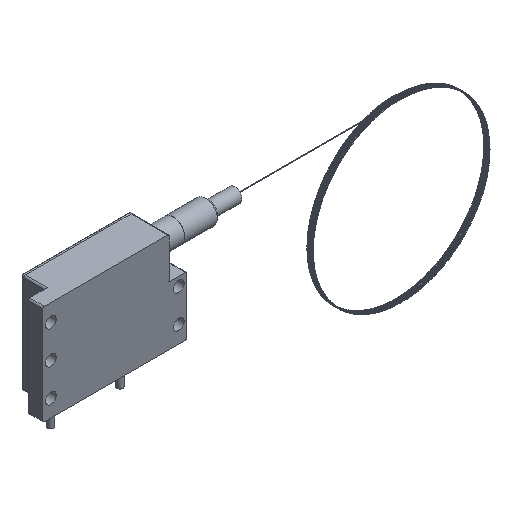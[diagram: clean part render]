
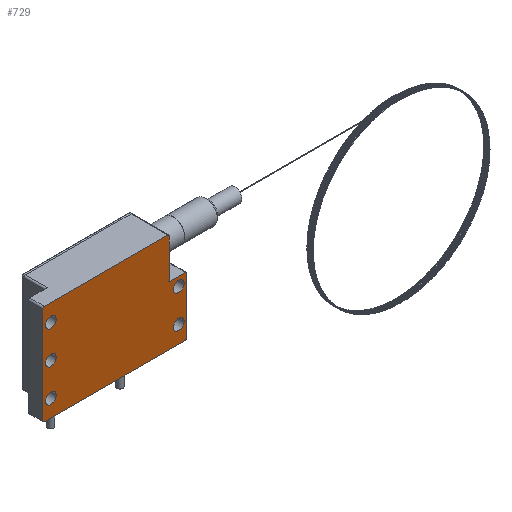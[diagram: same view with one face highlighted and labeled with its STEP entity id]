
A CAD part, isometric view. The second image highlights one B-rep face of the part: STEP entity #729.
In plain terms, the highlighted planar face has unit normal (0, -1, 0).
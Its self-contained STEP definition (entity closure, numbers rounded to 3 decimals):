
#37 = EDGE_CURVE ( 'NONE', #123, #579, #2298, .T. ) ;
#78 = AXIS2_PLACEMENT_3D ( 'NONE', #2793, #804, #2328 ) ;
#92 = CARTESIAN_POINT ( 'NONE',  ( -108.592, 68.622, 2.5 ) ) ;
#93 = FACE_BOUND ( 'NONE', #2596, .T. ) ;
#123 = VERTEX_POINT ( 'NONE', #92 ) ;
#141 = CARTESIAN_POINT ( 'NONE',  ( -111.342, 68.622, -11.2 ) ) ;
#161 = CARTESIAN_POINT ( 'NONE',  ( -109.092, 68.622, 2.5 ) ) ;
#168 = VERTEX_POINT ( 'NONE', #744 ) ;
#171 = ORIENTED_EDGE ( 'NONE', *, *, #1546, .T. ) ;
#188 = VERTEX_POINT ( 'NONE', #1962 ) ;
#197 = CARTESIAN_POINT ( 'NONE',  ( -114.592, 68.622, 3. ) ) ;
#266 = VECTOR ( 'NONE', #448, 1000. ) ;
#316 = DIRECTION ( 'NONE',  ( 0., 0., 1. ) ) ;
#329 = CARTESIAN_POINT ( 'NONE',  ( -115.092, 68.622, 16.5 ) ) ;
#339 = VECTOR ( 'NONE', #430, 1000. ) ;
#340 = EDGE_CURVE ( 'NONE', #471, #471, #979, .T. ) ;
#373 = LINE ( 'NONE', #2594, #2294 ) ;
#405 = EDGE_LOOP ( 'NONE', ( #1155, #419, #2184, #171, #2133, #2484, #499, #2261, #2600, #1537, #1990 ) ) ;
#419 = ORIENTED_EDGE ( 'NONE', *, *, #2452, .T. ) ;
#425 = EDGE_CURVE ( 'NONE', #2585, #1555, #1910, .T. ) ;
#430 = DIRECTION ( 'NONE',  ( -1., 0., 0. ) ) ;
#433 = DIRECTION ( 'NONE',  ( 0., 0., 1. ) ) ;
#448 = DIRECTION ( 'NONE',  ( 0., 0., 1. ) ) ;
#466 = EDGE_CURVE ( 'NONE', #667, #667, #1045, .T. ) ;
#469 = VECTOR ( 'NONE', #509, 1000. ) ;
#471 = VERTEX_POINT ( 'NONE', #2445 ) ;
#493 = DIRECTION ( 'NONE',  ( 0., 1., 0. ) ) ;
#499 = ORIENTED_EDGE ( 'NONE', *, *, #2685, .F. ) ;
#509 = DIRECTION ( 'NONE',  ( 1., 0., 0. ) ) ;
#579 = VERTEX_POINT ( 'NONE', #2422 ) ;
#601 = DIRECTION ( 'NONE',  ( 0., 0., 1. ) ) ;
#604 = DIRECTION ( 'NONE',  ( 0., 0., 1. ) ) ;
#631 = ORIENTED_EDGE ( 'NONE', *, *, #2372, .T. ) ;
#667 = VERTEX_POINT ( 'NONE', #702 ) ;
#698 = EDGE_CURVE ( 'NONE', #579, #2163, #2727, .T. ) ;
#702 = CARTESIAN_POINT ( 'NONE',  ( -154.842, 68.622, 1.8 ) ) ;
#723 = PLANE ( 'NONE',  #1738 ) ;
#729 = ADVANCED_FACE ( 'NONE', ( #1407, #93, #1622, #1418, #957, #1819 ), #723, .F. ) ;
#744 = CARTESIAN_POINT ( 'NONE',  ( -157.592, 68.622, -16.5 ) ) ;
#769 = DIRECTION ( 'NONE',  ( 0., 1., 0. ) ) ;
#804 = DIRECTION ( 'NONE',  ( 0., -1., 0. ) ) ;
#822 = CARTESIAN_POINT ( 'NONE',  ( -154.842, 68.622, 11.2 ) ) ;
#823 = DIRECTION ( 'NONE',  ( 0., 0., 1. ) ) ;
#833 = CARTESIAN_POINT ( 'NONE',  ( -108.592, 68.622, -16.5 ) ) ;
#835 = DIRECTION ( 'NONE',  ( 0., 0., 1. ) ) ;
#840 = CIRCLE ( 'NONE', #1716, 1.8 ) ;
#854 = VERTEX_POINT ( 'NONE', #2315 ) ;
#859 = CARTESIAN_POINT ( 'NONE',  ( -154.842, 68.622, 13. ) ) ;
#913 = EDGE_CURVE ( 'NONE', #168, #2485, #373, .T. ) ;
#916 = EDGE_LOOP ( 'NONE', ( #1011 ) ) ;
#930 = CARTESIAN_POINT ( 'NONE',  ( -115.092, 68.622, 17. ) ) ;
#957 = FACE_BOUND ( 'NONE', #2787, .T. ) ;
#979 = CIRCLE ( 'NONE', #1852, 1.8 ) ;
#1007 = EDGE_CURVE ( 'NONE', #1359, #1359, #2273, .T. ) ;
#1011 = ORIENTED_EDGE ( 'NONE', *, *, #2063, .T. ) ;
#1045 = CIRCLE ( 'NONE', #2653, 1.8 ) ;
#1046 = DIRECTION ( 'NONE',  ( 0., 1., 0. ) ) ;
#1050 = CARTESIAN_POINT ( 'NONE',  ( -157.092, 68.622, -16.5 ) ) ;
#1077 = AXIS2_PLACEMENT_3D ( 'NONE', #822, #1893, #604 ) ;
#1095 = VERTEX_POINT ( 'NONE', #2884 ) ;
#1130 = VERTEX_POINT ( 'NONE', #1528 ) ;
#1155 = ORIENTED_EDGE ( 'NONE', *, *, #2113, .T. ) ;
#1178 = AXIS2_PLACEMENT_3D ( 'NONE', #1674, #2776, #2562 ) ;
#1323 = CARTESIAN_POINT ( 'NONE',  ( -154.842, 68.622, -11.2 ) ) ;
#1344 = AXIS2_PLACEMENT_3D ( 'NONE', #1323, #2456, #433 ) ;
#1355 = LINE ( 'NONE', #197, #266 ) ;
#1359 = VERTEX_POINT ( 'NONE', #859 ) ;
#1407 = FACE_BOUND ( 'NONE', #916, .T. ) ;
#1418 = FACE_BOUND ( 'NONE', #1761, .T. ) ;
#1490 = CIRCLE ( 'NONE', #2830, 0.5 ) ;
#1528 = CARTESIAN_POINT ( 'NONE',  ( -154.842, 68.622, -9.4 ) ) ;
#1537 = ORIENTED_EDGE ( 'NONE', *, *, #37, .T. ) ;
#1538 = CARTESIAN_POINT ( 'NONE',  ( -114.592, 68.622, 3. ) ) ;
#1546 = EDGE_CURVE ( 'NONE', #854, #2485, #2169, .T. ) ;
#1552 = VERTEX_POINT ( 'NONE', #1701 ) ;
#1555 = VERTEX_POINT ( 'NONE', #833 ) ;
#1569 = AXIS2_PLACEMENT_3D ( 'NONE', #161, #2822, #835 ) ;
#1622 = FACE_BOUND ( 'NONE', #2826, .T. ) ;
#1638 = EDGE_CURVE ( 'NONE', #168, #1552, #2218, .T. ) ;
#1674 = CARTESIAN_POINT ( 'NONE',  ( -109.092, 68.622, -16.5 ) ) ;
#1679 = DIRECTION ( 'NONE',  ( 0., -1., 0. ) ) ;
#1683 = LINE ( 'NONE', #1880, #2502 ) ;
#1701 = CARTESIAN_POINT ( 'NONE',  ( -157.092, 68.622, -17. ) ) ;
#1716 = AXIS2_PLACEMENT_3D ( 'NONE', #2512, #1849, #316 ) ;
#1722 = LINE ( 'NONE', #1772, #339 ) ;
#1738 = AXIS2_PLACEMENT_3D ( 'NONE', #2055, #493, #2258 ) ;
#1761 = EDGE_LOOP ( 'NONE', ( #2583 ) ) ;
#1772 = CARTESIAN_POINT ( 'NONE',  ( -108.592, 68.622, -17. ) ) ;
#1794 = AXIS2_PLACEMENT_3D ( 'NONE', #1050, #2591, #601 ) ;
#1806 = CARTESIAN_POINT ( 'NONE',  ( -108.592, 68.622, 17. ) ) ;
#1819 = FACE_OUTER_BOUND ( 'NONE', #405, .T. ) ;
#1849 = DIRECTION ( 'NONE',  ( 0., 1., 0. ) ) ;
#1852 = AXIS2_PLACEMENT_3D ( 'NONE', #141, #1046, #2558 ) ;
#1880 = CARTESIAN_POINT ( 'NONE',  ( -108.592, 68.622, 17. ) ) ;
#1883 = CARTESIAN_POINT ( 'NONE',  ( -154.842, 68.622, 0. ) ) ;
#1893 = DIRECTION ( 'NONE',  ( 0., 1., 0. ) ) ;
#1910 = CIRCLE ( 'NONE', #1178, 0.5 ) ;
#1930 = EDGE_CURVE ( 'NONE', #123, #1555, #1683, .T. ) ;
#1962 = CARTESIAN_POINT ( 'NONE',  ( -111.342, 68.622, 1.8 ) ) ;
#1990 = ORIENTED_EDGE ( 'NONE', *, *, #698, .T. ) ;
#2055 = CARTESIAN_POINT ( 'NONE',  ( -133.092, 68.622, 0. ) ) ;
#2063 = EDGE_CURVE ( 'NONE', #1130, #1130, #2592, .T. ) ;
#2092 = DIRECTION ( 'NONE',  ( 0., 0., 1. ) ) ;
#2113 = EDGE_CURVE ( 'NONE', #2163, #1095, #1355, .T. ) ;
#2131 = DIRECTION ( 'NONE',  ( 0., 0., 1. ) ) ;
#2133 = ORIENTED_EDGE ( 'NONE', *, *, #913, .F. ) ;
#2163 = VERTEX_POINT ( 'NONE', #1538 ) ;
#2169 = CIRCLE ( 'NONE', #78, 0.5 ) ;
#2184 = ORIENTED_EDGE ( 'NONE', *, *, #2367, .F. ) ;
#2218 = CIRCLE ( 'NONE', #1794, 0.5 ) ;
#2250 = ORIENTED_EDGE ( 'NONE', *, *, #1007, .T. ) ;
#2258 = DIRECTION ( 'NONE',  ( 0., 0., 1. ) ) ;
#2261 = ORIENTED_EDGE ( 'NONE', *, *, #425, .T. ) ;
#2273 = CIRCLE ( 'NONE', #1077, 1.8 ) ;
#2294 = VECTOR ( 'NONE', #2131, 1000. ) ;
#2298 = CIRCLE ( 'NONE', #1569, 0.5 ) ;
#2315 = CARTESIAN_POINT ( 'NONE',  ( -157.092, 68.622, 17. ) ) ;
#2328 = DIRECTION ( 'NONE',  ( 0., 0., 1. ) ) ;
#2367 = EDGE_CURVE ( 'NONE', #854, #2411, #2728, .T. ) ;
#2372 = EDGE_CURVE ( 'NONE', #188, #188, #840, .T. ) ;
#2411 = VERTEX_POINT ( 'NONE', #930 ) ;
#2422 = CARTESIAN_POINT ( 'NONE',  ( -109.092, 68.622, 3. ) ) ;
#2425 = ORIENTED_EDGE ( 'NONE', *, *, #466, .T. ) ;
#2445 = CARTESIAN_POINT ( 'NONE',  ( -111.342, 68.622, -9.4 ) ) ;
#2452 = EDGE_CURVE ( 'NONE', #1095, #2411, #1490, .T. ) ;
#2456 = DIRECTION ( 'NONE',  ( 0., 1., 0. ) ) ;
#2482 = CARTESIAN_POINT ( 'NONE',  ( -133.092, 68.622, 3. ) ) ;
#2484 = ORIENTED_EDGE ( 'NONE', *, *, #1638, .T. ) ;
#2485 = VERTEX_POINT ( 'NONE', #2782 ) ;
#2502 = VECTOR ( 'NONE', #2571, 1000. ) ;
#2512 = CARTESIAN_POINT ( 'NONE',  ( -111.342, 68.622, 0. ) ) ;
#2558 = DIRECTION ( 'NONE',  ( 0., 0., 1. ) ) ;
#2562 = DIRECTION ( 'NONE',  ( 0., 0., 1. ) ) ;
#2571 = DIRECTION ( 'NONE',  ( 0., 0., -1. ) ) ;
#2583 = ORIENTED_EDGE ( 'NONE', *, *, #340, .T. ) ;
#2585 = VERTEX_POINT ( 'NONE', #2797 ) ;
#2591 = DIRECTION ( 'NONE',  ( 0., -1., 0. ) ) ;
#2592 = CIRCLE ( 'NONE', #1344, 1.8 ) ;
#2594 = CARTESIAN_POINT ( 'NONE',  ( -157.592, 68.622, 17. ) ) ;
#2596 = EDGE_LOOP ( 'NONE', ( #2425 ) ) ;
#2600 = ORIENTED_EDGE ( 'NONE', *, *, #1930, .F. ) ;
#2653 = AXIS2_PLACEMENT_3D ( 'NONE', #1883, #769, #2092 ) ;
#2673 = VECTOR ( 'NONE', #2739, 1000. ) ;
#2685 = EDGE_CURVE ( 'NONE', #2585, #1552, #1722, .T. ) ;
#2727 = LINE ( 'NONE', #2482, #2673 ) ;
#2728 = LINE ( 'NONE', #1806, #469 ) ;
#2739 = DIRECTION ( 'NONE',  ( -1., 0., 0. ) ) ;
#2776 = DIRECTION ( 'NONE',  ( 0., -1., 0. ) ) ;
#2782 = CARTESIAN_POINT ( 'NONE',  ( -157.592, 68.622, 16.5 ) ) ;
#2787 = EDGE_LOOP ( 'NONE', ( #631 ) ) ;
#2793 = CARTESIAN_POINT ( 'NONE',  ( -157.092, 68.622, 16.5 ) ) ;
#2797 = CARTESIAN_POINT ( 'NONE',  ( -109.092, 68.622, -17. ) ) ;
#2822 = DIRECTION ( 'NONE',  ( 0., -1., 0. ) ) ;
#2826 = EDGE_LOOP ( 'NONE', ( #2250 ) ) ;
#2830 = AXIS2_PLACEMENT_3D ( 'NONE', #329, #1679, #823 ) ;
#2884 = CARTESIAN_POINT ( 'NONE',  ( -114.592, 68.622, 16.5 ) ) ;
